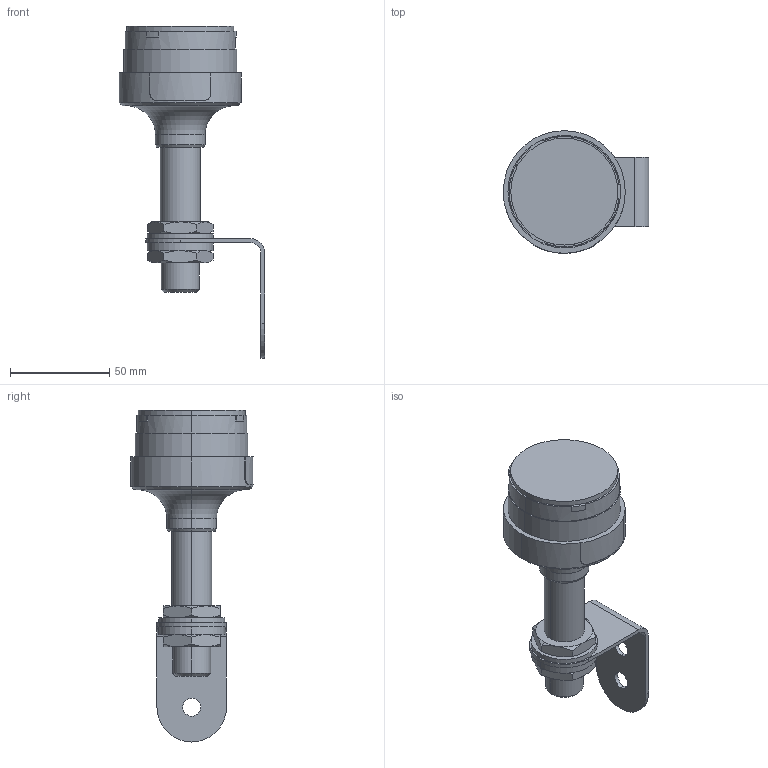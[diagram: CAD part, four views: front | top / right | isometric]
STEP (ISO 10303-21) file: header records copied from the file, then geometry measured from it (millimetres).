
FILE_DESCRIPTION(('starvars output'),'2;1');
FILE_NAME('XVUZ100T_3D.stp','09:09:47 2020/04/08',( 'Thomas Industrial Network Germany GmbH'),( 'Thomas Industrial Network Germany GmbH'),'unknown preprocess','ACIS' ,'unknown authorization');
FILE_SCHEMA(('AUTOMOTIVE_DESIGN_CC2 {UNKNOWN IMPLEMENTATION LEVEL}'));
Length unit declared in the file: millimetre
Products named in the file (1): PRODUCT_ID_1
Bounding box: 73.2 x 61.71 x 167.09 mm (x, y, z)
Volume: 158930.4 mm3; surface area: 26865.9 mm2
Topology: 1 solids, 1 shells, 114 faces, 263 edges, 162 vertices
Faces by surface type: plane 41, cone 38, cylinder 33, torus 2
Entity records: 3692 total; most frequent: CARTESIAN_POINT 569, ORIENTED_EDGE 526, DIRECTION 347, EDGE_CURVE 263, VERTEX_POINT 162, EDGE_LOOP 129, FACE_BOUND 129, AXIS2_PLACEMENT_3D 124
